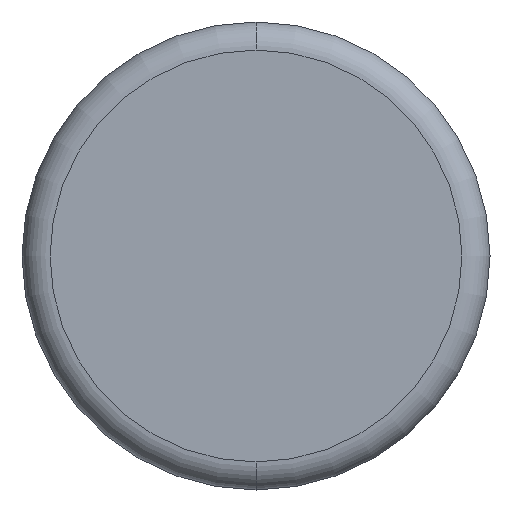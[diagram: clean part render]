
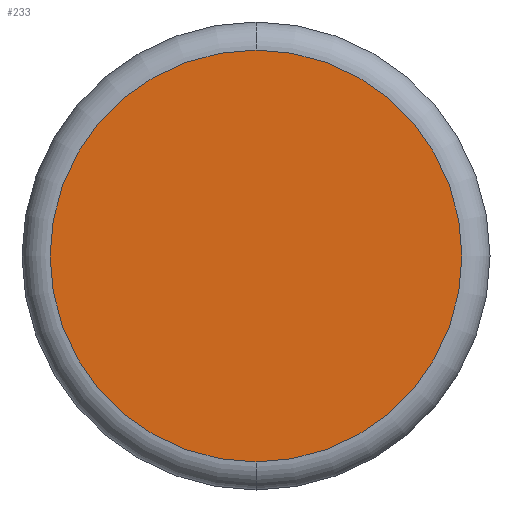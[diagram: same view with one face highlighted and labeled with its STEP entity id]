
A CAD part, front view. The second image highlights one B-rep face of the part: STEP entity #233.
In plain terms, the highlighted planar face has unit normal (0, -1, 0).
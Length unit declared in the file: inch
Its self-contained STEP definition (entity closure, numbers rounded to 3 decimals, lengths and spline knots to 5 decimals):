
#11 = CARTESIAN_POINT ( 'NONE',  ( 0., 0., 0. ) ) ;
#33 = AXIS2_PLACEMENT_3D ( 'NONE', #11, #350, #84 ) ;
#84 = DIRECTION ( 'NONE',  ( 0., 0., -1. ) ) ;
#129 = AXIS2_PLACEMENT_3D ( 'NONE', #323, #268, #238 ) ;
#147 = VERTEX_POINT ( 'NONE', #313 ) ;
#165 = VERTEX_POINT ( 'NONE', #214 ) ;
#168 = EDGE_CURVE ( 'NONE', #165, #147, #301, .T. ) ;
#192 = AXIS2_PLACEMENT_3D ( 'NONE', #224, #210, #317 ) ;
#210 = DIRECTION ( 'NONE',  ( 0., -1., 0. ) ) ;
#214 = CARTESIAN_POINT ( 'NONE',  ( 0., 0., 0.22 ) ) ;
#216 = ORIENTED_EDGE ( 'NONE', *, *, #168, .T. ) ;
#218 = FACE_OUTER_BOUND ( 'NONE', #356, .T. ) ;
#220 = CIRCLE ( 'NONE', #33, 0.22 ) ;
#224 = CARTESIAN_POINT ( 'NONE',  ( 0., 0., 0. ) ) ;
#233 = ADVANCED_FACE ( 'NONE', ( #218 ), #248, .T. ) ;
#238 = DIRECTION ( 'NONE',  ( 0., 0., -1. ) ) ;
#248 = PLANE ( 'NONE',  #192 ) ;
#265 = ORIENTED_EDGE ( 'NONE', *, *, #298, .T. ) ;
#268 = DIRECTION ( 'NONE',  ( 0., -1., 0. ) ) ;
#298 = EDGE_CURVE ( 'NONE', #147, #165, #220, .T. ) ;
#301 = CIRCLE ( 'NONE', #129, 0.22 ) ;
#313 = CARTESIAN_POINT ( 'NONE',  ( 0., 0., -0.22 ) ) ;
#317 = DIRECTION ( 'NONE',  ( 0., 0., -1. ) ) ;
#323 = CARTESIAN_POINT ( 'NONE',  ( 0., 0., 0. ) ) ;
#350 = DIRECTION ( 'NONE',  ( 0., -1., 0. ) ) ;
#356 = EDGE_LOOP ( 'NONE', ( #265, #216 ) ) ;
